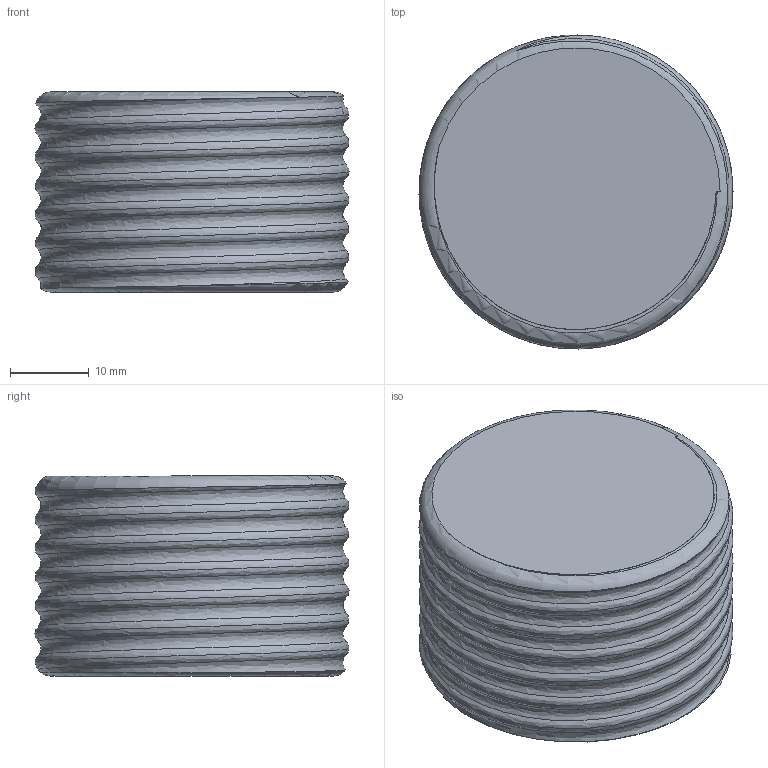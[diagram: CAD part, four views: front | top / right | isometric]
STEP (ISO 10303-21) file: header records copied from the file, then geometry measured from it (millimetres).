
FILE_DESCRIPTION(/* description */ (''),/* implementation_level */ '2;1');
FILE_NAME(/* name */ 'Gas_Mask_Male_Thread v1.step',/* time_stamp */ '2020-06-18T22:00:37+02:00',/* author */ (''),/* organization */ (''),/* preprocessor_version */ 'ST-DEVELOPER v18.1',/* originating_system */ 'Autodesk Translation Framework v9.3.0.1241',/* authorisation */ '');
FILE_SCHEMA (('AUTOMOTIVE_DESIGN { 1 0 10303 214 3 1 1 }'));
Length unit declared in the file: millimetre
Products named in the file (1): Gas_Mask_Male_Thread
Bounding box: 39.85 x 39.85 x 25.4 mm (x, y, z)
Volume: 30274.9 mm3; surface area: 5736.4 mm2
Topology: 1 solids, 1 shells, 17 faces, 43 edges, 28 vertices
Faces by surface type: cylinder 7, plane 4, bspline 4, torus 2
Full cylindrical faces by diameter (mm): 39.046 x6
Entity records: 5039 total; most frequent: CARTESIAN_POINT 4656, ORIENTED_EDGE 86, DIRECTION 50, EDGE_CURVE 43, B_SPLINE_CURVE_WITH_KNOTS 29, VERTEX_POINT 28, AXIS2_PLACEMENT_3D 22, FACE_OUTER_BOUND 17
